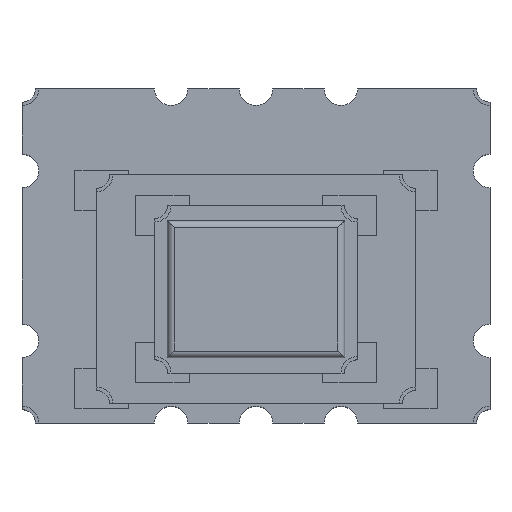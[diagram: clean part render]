
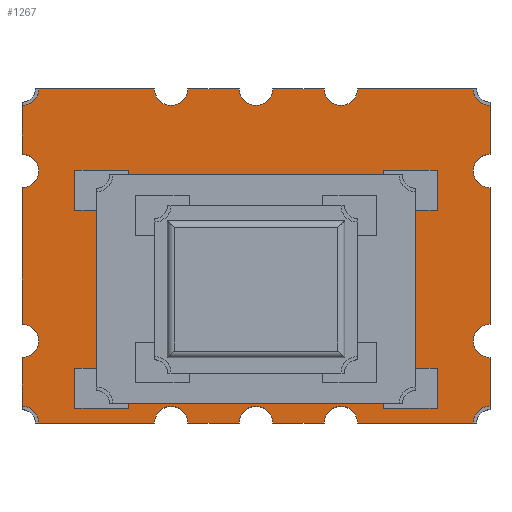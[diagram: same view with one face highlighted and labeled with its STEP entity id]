
A CAD part, top view. The second image highlights one B-rep face of the part: STEP entity #1267.
In plain terms, the highlighted planar face has unit normal (0, 0, 1).
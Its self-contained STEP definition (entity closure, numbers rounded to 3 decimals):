
#1267=ADVANCED_FACE('',(#2459),#2461,.T.);
#2459=FACE_BOUND('',#2460,.T.);
#2460=EDGE_LOOP('',(#3322,#3323,#3324,#3325,#3326,#3327,#3328,#3329,#3330,#3331,
#3332,#3333,#3334,#3335,#3336,#3337,#3338,#3339,#3340,#3341,#3342,#3343,#3344,#3345,
#3346,#3347,#3348,#3349));
#2461=PLANE('',#2462);
#2462=AXIS2_PLACEMENT_3D('',#2463,#2464,#2465);
#2463=CARTESIAN_POINT('',(0.,0.,1.1));
#2464=DIRECTION('',(0.,0.,1.));
#2465=DIRECTION('',(1.,0.,0.));
#3322=ORIENTED_EDGE('',*,*,#3862,.T.);
#3323=ORIENTED_EDGE('',*,*,#3863,.T.);
#3324=ORIENTED_EDGE('',*,*,#3864,.T.);
#3325=ORIENTED_EDGE('',*,*,#3865,.T.);
#3326=ORIENTED_EDGE('',*,*,#3866,.T.);
#3327=ORIENTED_EDGE('',*,*,#3867,.T.);
#3328=ORIENTED_EDGE('',*,*,#3868,.T.);
#3329=ORIENTED_EDGE('',*,*,#3869,.T.);
#3330=ORIENTED_EDGE('',*,*,#3870,.T.);
#3331=ORIENTED_EDGE('',*,*,#3871,.T.);
#3332=ORIENTED_EDGE('',*,*,#3872,.T.);
#3333=ORIENTED_EDGE('',*,*,#3873,.T.);
#3334=ORIENTED_EDGE('',*,*,#3874,.T.);
#3335=ORIENTED_EDGE('',*,*,#3875,.T.);
#3336=ORIENTED_EDGE('',*,*,#3876,.T.);
#3337=ORIENTED_EDGE('',*,*,#3877,.T.);
#3338=ORIENTED_EDGE('',*,*,#3878,.T.);
#3339=ORIENTED_EDGE('',*,*,#3879,.T.);
#3340=ORIENTED_EDGE('',*,*,#3880,.T.);
#3341=ORIENTED_EDGE('',*,*,#3881,.T.);
#3342=ORIENTED_EDGE('',*,*,#3882,.T.);
#3343=ORIENTED_EDGE('',*,*,#3883,.T.);
#3344=ORIENTED_EDGE('',*,*,#3884,.T.);
#3345=ORIENTED_EDGE('',*,*,#3885,.T.);
#3346=ORIENTED_EDGE('',*,*,#3886,.T.);
#3347=ORIENTED_EDGE('',*,*,#3887,.T.);
#3348=ORIENTED_EDGE('',*,*,#3858,.T.);
#3349=ORIENTED_EDGE('',*,*,#3888,.T.);
#3858=EDGE_CURVE('',#4282,#4283,#4284,.T.);
#3862=EDGE_CURVE('',#4290,#4291,#4292,.T.);
#3863=EDGE_CURVE('',#4291,#4293,#4294,.T.);
#3864=EDGE_CURVE('',#4293,#4295,#4296,.F.);
#3865=EDGE_CURVE('',#4295,#4297,#4298,.T.);
#3866=EDGE_CURVE('',#4297,#4299,#4300,.T.);
#3867=EDGE_CURVE('',#4299,#4301,#4302,.T.);
#3868=EDGE_CURVE('',#4301,#4303,#4304,.T.);
#3869=EDGE_CURVE('',#4303,#4305,#4306,.T.);
#3870=EDGE_CURVE('',#4305,#4307,#4308,.F.);
#3871=EDGE_CURVE('',#4307,#4309,#4310,.T.);
#3872=EDGE_CURVE('',#4309,#4311,#4312,.T.);
#3873=EDGE_CURVE('',#4311,#4313,#4314,.T.);
#3874=EDGE_CURVE('',#4313,#4315,#4316,.T.);
#3875=EDGE_CURVE('',#4315,#4317,#4318,.T.);
#3876=EDGE_CURVE('',#4317,#4319,#4320,.T.);
#3877=EDGE_CURVE('',#4319,#4321,#4322,.T.);
#3878=EDGE_CURVE('',#4321,#4323,#4324,.F.);
#3879=EDGE_CURVE('',#4323,#4325,#4326,.T.);
#3880=EDGE_CURVE('',#4325,#4327,#4328,.T.);
#3881=EDGE_CURVE('',#4327,#4329,#4330,.T.);
#3882=EDGE_CURVE('',#4329,#4331,#4332,.T.);
#3883=EDGE_CURVE('',#4331,#4333,#4334,.T.);
#3884=EDGE_CURVE('',#4333,#4335,#4336,.F.);
#3885=EDGE_CURVE('',#4335,#4337,#4338,.T.);
#3886=EDGE_CURVE('',#4337,#4339,#4340,.T.);
#3887=EDGE_CURVE('',#4339,#4282,#4341,.T.);
#3888=EDGE_CURVE('',#4283,#4290,#4342,.T.);
#4282=VERTEX_POINT('',#5122);
#4283=VERTEX_POINT('',#5123);
#4284=CIRCLE('',#5124,0.25);
#4290=VERTEX_POINT('',#5140);
#4291=VERTEX_POINT('',#5141);
#4292=CIRCLE('',#5142,0.25);
#4293=VERTEX_POINT('',#5146);
#4294=LINE('',#5147,#5148);
#4295=VERTEX_POINT('',#5150);
#4296=CIRCLE('',#5151,0.25);
#4297=VERTEX_POINT('',#5155);
#4298=LINE('',#5156,#5157);
#4299=VERTEX_POINT('',#5159);
#4300=CIRCLE('',#5160,0.25);
#4301=VERTEX_POINT('',#5164);
#4302=LINE('',#5165,#5166);
#4303=VERTEX_POINT('',#5168);
#4304=CIRCLE('',#5169,0.25);
#4305=VERTEX_POINT('',#5173);
#4306=LINE('',#5174,#5175);
#4307=VERTEX_POINT('',#5177);
#4308=CIRCLE('',#5178,0.25);
#4309=VERTEX_POINT('',#5182);
#4310=LINE('',#5183,#5184);
#4311=VERTEX_POINT('',#5186);
#4312=CIRCLE('',#5187,0.25);
#4313=VERTEX_POINT('',#5191);
#4314=LINE('',#5192,#5193);
#4315=VERTEX_POINT('',#5195);
#4316=CIRCLE('',#5196,0.25);
#4317=VERTEX_POINT('',#5200);
#4318=LINE('',#5201,#5202);
#4319=VERTEX_POINT('',#5204);
#4320=CIRCLE('',#5205,0.25);
#4321=VERTEX_POINT('',#5209);
#4322=LINE('',#5210,#5211);
#4323=VERTEX_POINT('',#5213);
#4324=CIRCLE('',#5214,0.25);
#4325=VERTEX_POINT('',#5218);
#4326=LINE('',#5219,#5220);
#4327=VERTEX_POINT('',#5222);
#4328=CIRCLE('',#5223,0.25);
#4329=VERTEX_POINT('',#5227);
#4330=LINE('',#5228,#5229);
#4331=VERTEX_POINT('',#5231);
#4332=CIRCLE('',#5232,0.25);
#4333=VERTEX_POINT('',#5236);
#4334=LINE('',#5237,#5238);
#4335=VERTEX_POINT('',#5240);
#4336=CIRCLE('',#5241,0.25);
#4337=VERTEX_POINT('',#5245);
#4338=LINE('',#5246,#5247);
#4339=VERTEX_POINT('',#5249);
#4340=CIRCLE('',#5250,0.25);
#4341=LINE('',#5254,#5255);
#4342=LINE('',#5257,#5258);
#5122=CARTESIAN_POINT('',(-0.25,-2.5,1.1));
#5123=CARTESIAN_POINT('',(0.25,-2.5,1.1));
#5124=AXIS2_PLACEMENT_3D('',#5125,#5126,#5127);
#5125=CARTESIAN_POINT('',(0.,-2.5,1.1));
#5126=DIRECTION('',(0.,0.,-1.));
#5127=DIRECTION('',(-1.,0.,0.));
#5140=CARTESIAN_POINT('',(1.02,-2.5,1.1));
#5141=CARTESIAN_POINT('',(1.52,-2.5,1.1));
#5142=AXIS2_PLACEMENT_3D('',#5143,#5144,#5145);
#5143=CARTESIAN_POINT('',(1.27,-2.5,1.1));
#5144=DIRECTION('',(0.,0.,-1.));
#5145=DIRECTION('',(-1.,0.,0.));
#5146=CARTESIAN_POINT('',(3.25,-2.5,1.1));
#5147=CARTESIAN_POINT('',(1.52,-2.5,1.1));
#5148=VECTOR('',#5149,1.);
#5149=DIRECTION('',(1.,0.,0.));
#5150=CARTESIAN_POINT('',(3.5,-2.25,1.1));
#5151=AXIS2_PLACEMENT_3D('',#5152,#5153,#5154);
#5152=CARTESIAN_POINT('',(3.5,-2.5,1.1));
#5153=DIRECTION('',(0.,0.,1.));
#5154=DIRECTION('',(0.,1.,0.));
#5155=CARTESIAN_POINT('',(3.5,-1.52,1.1));
#5156=CARTESIAN_POINT('',(3.5,-2.25,1.1));
#5157=VECTOR('',#5158,1.);
#5158=DIRECTION('',(0.,1.,0.));
#5159=CARTESIAN_POINT('',(3.5,-1.02,1.1));
#5160=AXIS2_PLACEMENT_3D('',#5161,#5162,#5163);
#5161=CARTESIAN_POINT('',(3.5,-1.27,1.1));
#5162=DIRECTION('',(0.,0.,-1.));
#5163=DIRECTION('',(0.,-1.,0.));
#5164=CARTESIAN_POINT('',(3.5,1.02,1.1));
#5165=CARTESIAN_POINT('',(3.5,-1.02,1.1));
#5166=VECTOR('',#5167,1.);
#5167=DIRECTION('',(0.,1.,0.));
#5168=CARTESIAN_POINT('',(3.5,1.52,1.1));
#5169=AXIS2_PLACEMENT_3D('',#5170,#5171,#5172);
#5170=CARTESIAN_POINT('',(3.5,1.27,1.1));
#5171=DIRECTION('',(0.,0.,-1.));
#5172=DIRECTION('',(0.,-1.,0.));
#5173=CARTESIAN_POINT('',(3.5,2.25,1.1));
#5174=CARTESIAN_POINT('',(3.5,1.52,1.1));
#5175=VECTOR('',#5176,1.);
#5176=DIRECTION('',(0.,1.,0.));
#5177=CARTESIAN_POINT('',(3.25,2.5,1.1));
#5178=AXIS2_PLACEMENT_3D('',#5179,#5180,#5181);
#5179=CARTESIAN_POINT('',(3.5,2.5,1.1));
#5180=DIRECTION('',(0.,0.,1.));
#5181=DIRECTION('',(-1.,0.,0.));
#5182=CARTESIAN_POINT('',(1.52,2.5,1.1));
#5183=CARTESIAN_POINT('',(3.25,2.5,1.1));
#5184=VECTOR('',#5185,1.);
#5185=DIRECTION('',(-1.,0.,0.));
#5186=CARTESIAN_POINT('',(1.02,2.5,1.1));
#5187=AXIS2_PLACEMENT_3D('',#5188,#5189,#5190);
#5188=CARTESIAN_POINT('',(1.27,2.5,1.1));
#5189=DIRECTION('',(0.,0.,-1.));
#5190=DIRECTION('',(1.,0.,0.));
#5191=CARTESIAN_POINT('',(0.25,2.5,1.1));
#5192=CARTESIAN_POINT('',(1.02,2.5,1.1));
#5193=VECTOR('',#5194,1.);
#5194=DIRECTION('',(-1.,0.,0.));
#5195=CARTESIAN_POINT('',(-0.25,2.5,1.1));
#5196=AXIS2_PLACEMENT_3D('',#5197,#5198,#5199);
#5197=CARTESIAN_POINT('',(0.,2.5,1.1));
#5198=DIRECTION('',(0.,0.,-1.));
#5199=DIRECTION('',(1.,0.,0.));
#5200=CARTESIAN_POINT('',(-1.02,2.5,1.1));
#5201=CARTESIAN_POINT('',(-0.25,2.5,1.1));
#5202=VECTOR('',#5203,1.);
#5203=DIRECTION('',(-1.,0.,0.));
#5204=CARTESIAN_POINT('',(-1.52,2.5,1.1));
#5205=AXIS2_PLACEMENT_3D('',#5206,#5207,#5208);
#5206=CARTESIAN_POINT('',(-1.27,2.5,1.1));
#5207=DIRECTION('',(0.,0.,-1.));
#5208=DIRECTION('',(1.,0.,0.));
#5209=CARTESIAN_POINT('',(-3.25,2.5,1.1));
#5210=CARTESIAN_POINT('',(-1.52,2.5,1.1));
#5211=VECTOR('',#5212,1.);
#5212=DIRECTION('',(-1.,0.,0.));
#5213=CARTESIAN_POINT('',(-3.5,2.25,1.1));
#5214=AXIS2_PLACEMENT_3D('',#5215,#5216,#5217);
#5215=CARTESIAN_POINT('',(-3.5,2.5,1.1));
#5216=DIRECTION('',(0.,0.,1.));
#5217=DIRECTION('',(0.,-1.,0.));
#5218=CARTESIAN_POINT('',(-3.5,1.52,1.1));
#5219=CARTESIAN_POINT('',(-3.5,2.25,1.1));
#5220=VECTOR('',#5221,1.);
#5221=DIRECTION('',(0.,-1.,0.));
#5222=CARTESIAN_POINT('',(-3.5,1.02,1.1));
#5223=AXIS2_PLACEMENT_3D('',#5224,#5225,#5226);
#5224=CARTESIAN_POINT('',(-3.5,1.27,1.1));
#5225=DIRECTION('',(0.,0.,-1.));
#5226=DIRECTION('',(0.,1.,0.));
#5227=CARTESIAN_POINT('',(-3.5,-1.02,1.1));
#5228=CARTESIAN_POINT('',(-3.5,1.02,1.1));
#5229=VECTOR('',#5230,1.);
#5230=DIRECTION('',(0.,-1.,0.));
#5231=CARTESIAN_POINT('',(-3.5,-1.52,1.1));
#5232=AXIS2_PLACEMENT_3D('',#5233,#5234,#5235);
#5233=CARTESIAN_POINT('',(-3.5,-1.27,1.1));
#5234=DIRECTION('',(0.,0.,-1.));
#5235=DIRECTION('',(0.,1.,0.));
#5236=CARTESIAN_POINT('',(-3.5,-2.25,1.1));
#5237=CARTESIAN_POINT('',(-3.5,-1.52,1.1));
#5238=VECTOR('',#5239,1.);
#5239=DIRECTION('',(0.,-1.,0.));
#5240=CARTESIAN_POINT('',(-3.25,-2.5,1.1));
#5241=AXIS2_PLACEMENT_3D('',#5242,#5243,#5244);
#5242=CARTESIAN_POINT('',(-3.5,-2.5,1.1));
#5243=DIRECTION('',(0.,0.,1.));
#5244=DIRECTION('',(1.,0.,0.));
#5245=CARTESIAN_POINT('',(-1.52,-2.5,1.1));
#5246=CARTESIAN_POINT('',(-3.25,-2.5,1.1));
#5247=VECTOR('',#5248,1.);
#5248=DIRECTION('',(1.,0.,0.));
#5249=CARTESIAN_POINT('',(-1.02,-2.5,1.1));
#5250=AXIS2_PLACEMENT_3D('',#5251,#5252,#5253);
#5251=CARTESIAN_POINT('',(-1.27,-2.5,1.1));
#5252=DIRECTION('',(0.,0.,-1.));
#5253=DIRECTION('',(-1.,0.,0.));
#5254=CARTESIAN_POINT('',(-1.02,-2.5,1.1));
#5255=VECTOR('',#5256,1.);
#5256=DIRECTION('',(1.,0.,0.));
#5257=CARTESIAN_POINT('',(0.25,-2.5,1.1));
#5258=VECTOR('',#5259,1.);
#5259=DIRECTION('',(1.,0.,0.));
